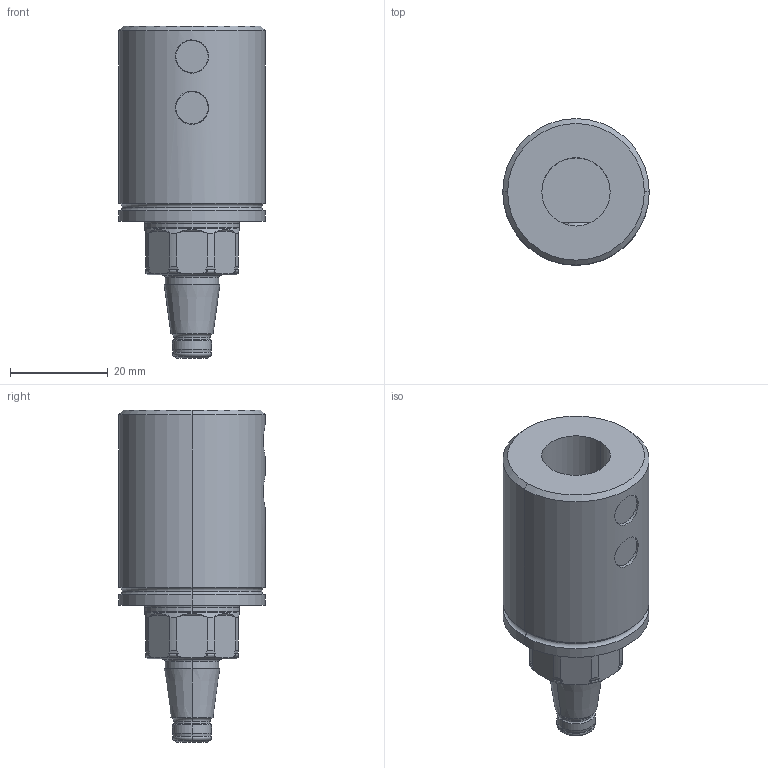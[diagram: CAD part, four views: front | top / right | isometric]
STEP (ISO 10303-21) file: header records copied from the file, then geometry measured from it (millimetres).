
FILE_DESCRIPTION(/* description */ (''),/* implementation_level */ '2;1');
FILE_NAME(/* name */ '10001225340nxv000_00_214.stp',/* time_stamp */ '2023-08-07T07:52:56+02:00',/* author */ (''),/* organization */ (''),/* preprocessor_version */ 'ST-DEVELOPER v18.1',/* originating_system */ 'SIEMENS PLM Software NX 2000',/* authorisation */ '');
FILE_SCHEMA (('AUTOMOTIVE_DESIGN { 1 0 10303 214 3 1 1 1 }'));
Length unit declared in the file: millimetre
Products named in the file (1): 10001225340nxv000_00
Bounding box: 30 x 30 x 68 mm (x, y, z)
Volume: 27194.2 mm3; surface area: 7936.8 mm2
Topology: 1 solids, 1 shells, 127 faces, 310 edges, 194 vertices
Faces by surface type: cone 50, cylinder 34, torus 24, plane 19
Entity records: 4094 total; most frequent: CARTESIAN_POINT 1144, ORIENTED_EDGE 620, DIRECTION 620, EDGE_CURVE 310, AXIS2_PLACEMENT_3D 278, VERTEX_POINT 194, CIRCLE 150, EDGE_LOOP 136
